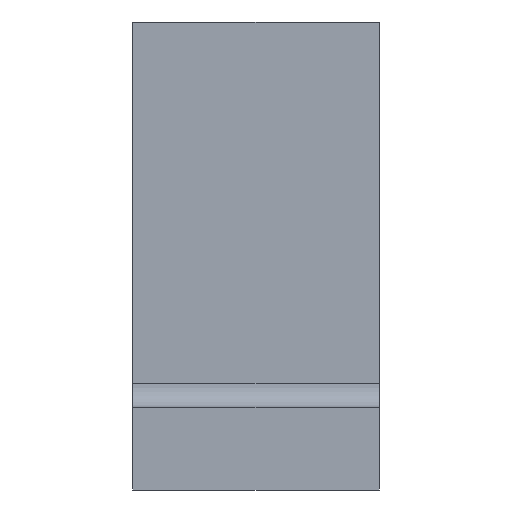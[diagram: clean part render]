
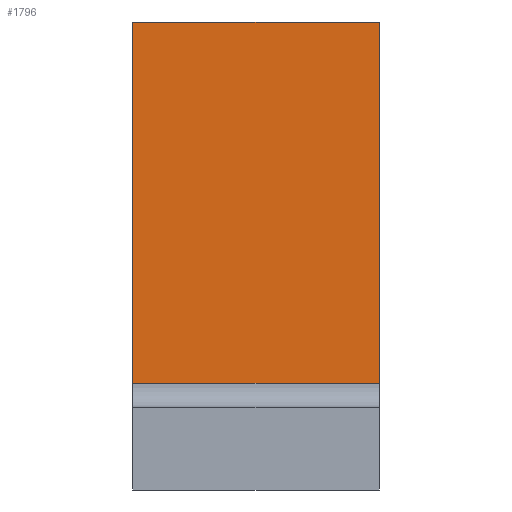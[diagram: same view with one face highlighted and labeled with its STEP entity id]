
A CAD part, front view. The second image highlights one B-rep face of the part: STEP entity #1796.
In plain terms, the highlighted planar face has unit normal (0, -1, 0).
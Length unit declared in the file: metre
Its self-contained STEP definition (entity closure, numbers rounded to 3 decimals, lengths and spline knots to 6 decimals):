
#110=ORIENTED_EDGE('',*,*,#598,.T.);
#111=ORIENTED_EDGE('',*,*,#599,.T.);
#112=ORIENTED_EDGE('',*,*,#600,.F.);
#113=ORIENTED_EDGE('',*,*,#601,.F.);
#598=EDGE_CURVE('',#842,#843,#1022,.T.);
#599=EDGE_CURVE('',#843,#844,#1023,.T.);
#600=EDGE_CURVE('',#845,#844,#1024,.T.);
#601=EDGE_CURVE('',#842,#845,#1025,.T.);
#842=VERTEX_POINT('',#2594);
#843=VERTEX_POINT('',#2595);
#844=VERTEX_POINT('',#2597);
#845=VERTEX_POINT('',#2599);
#1022=LINE('',#2593,#1206);
#1023=LINE('',#2596,#1207);
#1024=LINE('',#2598,#1208);
#1025=LINE('',#2600,#1209);
#1206=VECTOR('',#2081,1.);
#1207=VECTOR('',#2082,1.);
#1208=VECTOR('',#2083,1.);
#1209=VECTOR('',#2084,1.);
#1390=EDGE_LOOP('',(#110,#111,#112,#113));
#1556=FACE_BOUND('',#1390,.T.);
#1726=PLANE('',#1913);
#1796=ADVANCED_FACE('',(#1556),#1726,.F.);
#1913=AXIS2_PLACEMENT_3D('',#2592,#2079,#2080);
#2079=DIRECTION('',(0.,1.,0.));
#2080=DIRECTION('',(0.,0.,1.));
#2081=DIRECTION('',(0.,0.,-1.));
#2082=DIRECTION('',(1.,0.,0.));
#2083=DIRECTION('',(0.,0.,-1.));
#2084=DIRECTION('',(1.,0.,0.));
#2592=CARTESIAN_POINT('',(0.,-0.06,0.05));
#2593=CARTESIAN_POINT('',(-0.015,-0.06,0.05));
#2594=CARTESIAN_POINT('',(-0.015,-0.06,0.035));
#2595=CARTESIAN_POINT('',(-0.015,-0.06,-0.008999));
#2596=CARTESIAN_POINT('',(0.,-0.06,-0.008999));
#2597=CARTESIAN_POINT('',(0.015,-0.06,-0.008999));
#2598=CARTESIAN_POINT('',(0.015,-0.06,0.05));
#2599=CARTESIAN_POINT('',(0.015,-0.06,0.035));
#2600=CARTESIAN_POINT('',(0.,-0.06,0.035));
